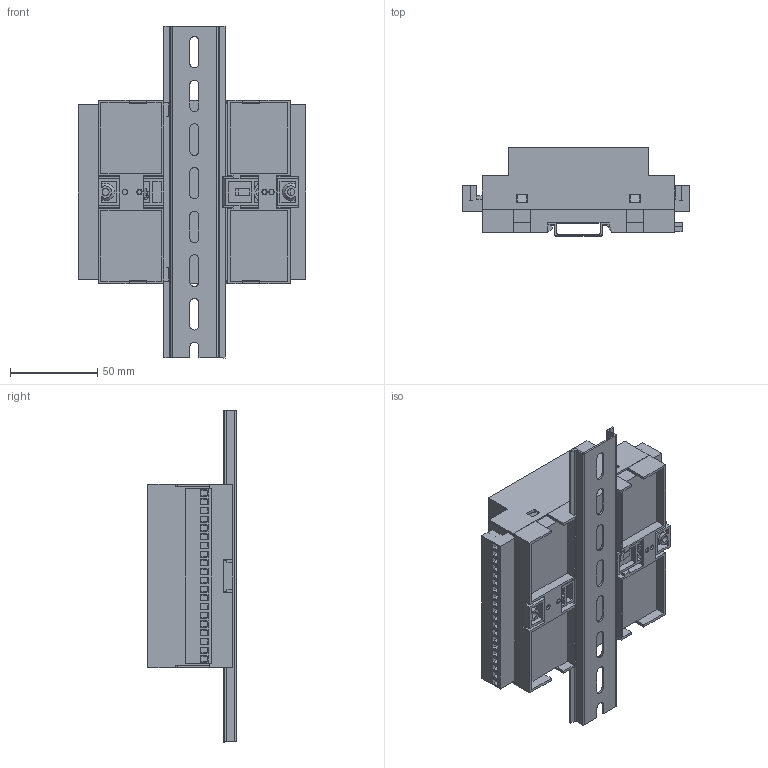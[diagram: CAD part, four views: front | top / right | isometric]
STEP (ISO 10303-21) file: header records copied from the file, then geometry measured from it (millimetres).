
FILE_DESCRIPTION (( 'STEP AP214' ), '1' );
FILE_NAME ('CES-105-03.STEP', '2022-01-24T10:37:31', ( '' ), ( '' ), 'SwSTEP 2.0', 'SolidWorks 2017', '' );
FILE_SCHEMA (( 'AUTOMOTIVE_DESIGN' ));
Length unit declared in the file: millimetre
Products named in the file (19): Clip-Small; Screw-small; TopCover-CESC-105; Body-105; Euro Terminal5mm-Plug-In-20Way; Clip-Big; BasePCB-CESP-105-01; Rail-35-190mm; CES-105-03
Assembly tree (10 placements, depth 2):
  Screw-small
  Euro Terminal5mm-Plug-In-20Way
  Screw-small
  Euro Terminal5mm-Plug-In-20Way
  Clip-Big
Bounding box: 130.4 x 50.55 x 190 mm (x, y, z)
Volume: 121663.4 mm3; surface area: 151866.1 mm2
Topology: 10 solids, 10 shells, 1568 faces, 4220 edges, 2742 vertices
Faces by surface type: plane 1184, cylinder 358, cone 20, torus 6
Entity records: 35248 total; most frequent: CARTESIAN_POINT 6149, ORIENTED_EDGE 5984, DIRECTION 5802, EDGE_CURVE 2992, LINE 2326, VECTOR 2326, VERTEX_POINT 1953, AXIS2_PLACEMENT_3D 1738
